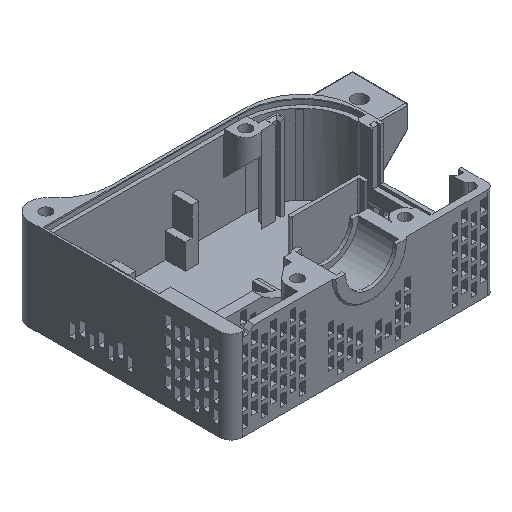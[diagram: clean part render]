
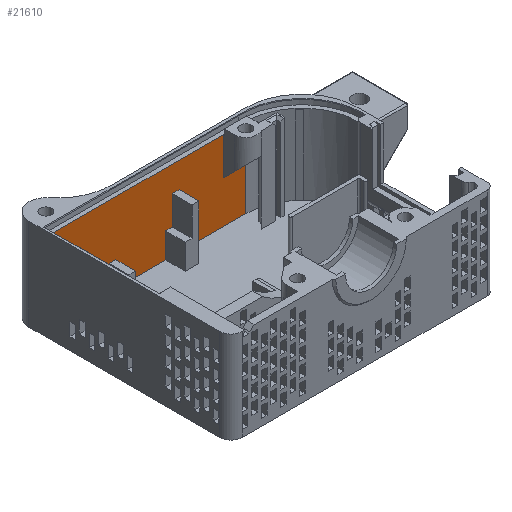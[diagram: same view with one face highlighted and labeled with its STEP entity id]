
A CAD part, isometric view. The second image highlights one B-rep face of the part: STEP entity #21610.
In plain terms, the highlighted planar face has unit normal (0, -1, 0).
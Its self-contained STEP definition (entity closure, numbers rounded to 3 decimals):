
#487=PLANE('',#22781);
#1384=FACE_OUTER_BOUND('',#2625,.T.);
#2625=EDGE_LOOP('',(#16114,#16115,#16116,#16117,#16118,#16119,#16120,#16121,
#16122,#16123,#16124,#16125,#16126,#16127,#16128,#16129,#16130,#16131));
#4520=LINE('',#31221,#7273);
#4599=LINE('',#31380,#7352);
#4676=LINE('',#31534,#7429);
#4677=LINE('',#31536,#7430);
#4678=LINE('',#31538,#7431);
#4679=LINE('',#31540,#7432);
#4680=LINE('',#31542,#7433);
#4681=LINE('',#31544,#7434);
#4682=LINE('',#31546,#7435);
#4683=LINE('',#31548,#7436);
#4684=LINE('',#31550,#7437);
#4685=LINE('',#31552,#7438);
#4686=LINE('',#31554,#7439);
#4687=LINE('',#31556,#7440);
#4688=LINE('',#31558,#7441);
#4689=LINE('',#31560,#7442);
#4690=LINE('',#31561,#7443);
#4691=LINE('',#31562,#7444);
#7273=VECTOR('',#24673,1000.);
#7352=VECTOR('',#24760,1000.);
#7429=VECTOR('',#24843,1000.);
#7430=VECTOR('',#24844,1000.);
#7431=VECTOR('',#24845,1000.);
#7432=VECTOR('',#24846,1000.);
#7433=VECTOR('',#24847,1000.);
#7434=VECTOR('',#24848,1000.);
#7435=VECTOR('',#24849,1000.);
#7436=VECTOR('',#24850,1000.);
#7437=VECTOR('',#24851,1000.);
#7438=VECTOR('',#24852,1000.);
#7439=VECTOR('',#24853,1000.);
#7440=VECTOR('',#24854,1000.);
#7441=VECTOR('',#24855,1000.);
#7442=VECTOR('',#24856,1000.);
#7443=VECTOR('',#24857,1000.);
#7444=VECTOR('',#24858,1000.);
#10548=VERTEX_POINT('',#31203);
#10554=VERTEX_POINT('',#31219);
#10555=VERTEX_POINT('',#31220);
#10622=VERTEX_POINT('',#31360);
#10631=VERTEX_POINT('',#31378);
#10706=VERTEX_POINT('',#31535);
#10707=VERTEX_POINT('',#31537);
#10708=VERTEX_POINT('',#31539);
#10709=VERTEX_POINT('',#31541);
#10710=VERTEX_POINT('',#31543);
#10711=VERTEX_POINT('',#31545);
#10712=VERTEX_POINT('',#31547);
#10713=VERTEX_POINT('',#31549);
#10714=VERTEX_POINT('',#31551);
#10715=VERTEX_POINT('',#31553);
#10716=VERTEX_POINT('',#31555);
#10717=VERTEX_POINT('',#31557);
#10718=VERTEX_POINT('',#31559);
#12705=EDGE_CURVE('',#10554,#10555,#4520,.T.);
#12785=EDGE_CURVE('',#10631,#10622,#4599,.T.);
#12862=EDGE_CURVE('',#10622,#10554,#4676,.T.);
#12863=EDGE_CURVE('',#10631,#10706,#4677,.T.);
#12864=EDGE_CURVE('',#10706,#10707,#4678,.T.);
#12865=EDGE_CURVE('',#10708,#10707,#4679,.T.);
#12866=EDGE_CURVE('',#10709,#10708,#4680,.T.);
#12867=EDGE_CURVE('',#10710,#10709,#4681,.T.);
#12868=EDGE_CURVE('',#10711,#10710,#4682,.T.);
#12869=EDGE_CURVE('',#10712,#10711,#4683,.T.);
#12870=EDGE_CURVE('',#10713,#10712,#4684,.T.);
#12871=EDGE_CURVE('',#10714,#10713,#4685,.T.);
#12872=EDGE_CURVE('',#10715,#10714,#4686,.T.);
#12873=EDGE_CURVE('',#10715,#10716,#4687,.T.);
#12874=EDGE_CURVE('',#10716,#10717,#4688,.T.);
#12875=EDGE_CURVE('',#10718,#10717,#4689,.T.);
#12876=EDGE_CURVE('',#10548,#10718,#4690,.T.);
#12877=EDGE_CURVE('',#10548,#10555,#4691,.T.);
#16114=ORIENTED_EDGE('',*,*,#12862,.F.);
#16115=ORIENTED_EDGE('',*,*,#12785,.F.);
#16116=ORIENTED_EDGE('',*,*,#12863,.T.);
#16117=ORIENTED_EDGE('',*,*,#12864,.T.);
#16118=ORIENTED_EDGE('',*,*,#12865,.F.);
#16119=ORIENTED_EDGE('',*,*,#12866,.F.);
#16120=ORIENTED_EDGE('',*,*,#12867,.F.);
#16121=ORIENTED_EDGE('',*,*,#12868,.F.);
#16122=ORIENTED_EDGE('',*,*,#12869,.F.);
#16123=ORIENTED_EDGE('',*,*,#12870,.F.);
#16124=ORIENTED_EDGE('',*,*,#12871,.F.);
#16125=ORIENTED_EDGE('',*,*,#12872,.F.);
#16126=ORIENTED_EDGE('',*,*,#12873,.T.);
#16127=ORIENTED_EDGE('',*,*,#12874,.T.);
#16128=ORIENTED_EDGE('',*,*,#12875,.F.);
#16129=ORIENTED_EDGE('',*,*,#12876,.F.);
#16130=ORIENTED_EDGE('',*,*,#12877,.T.);
#16131=ORIENTED_EDGE('',*,*,#12705,.F.);
#21610=ADVANCED_FACE('',(#1384),#487,.F.);
#22781=AXIS2_PLACEMENT_3D('',#31533,#24841,#24842);
#24673=DIRECTION('',(0.,0.,-1.));
#24760=DIRECTION('',(0.,0.,1.));
#24841=DIRECTION('center_axis',(0.,1.,0.));
#24842=DIRECTION('ref_axis',(0.,0.,-1.));
#24843=DIRECTION('',(1.,0.,0.));
#24844=DIRECTION('',(1.,0.,0.));
#24845=DIRECTION('',(0.,0.,-1.));
#24846=DIRECTION('',(-1.,0.,0.));
#24847=DIRECTION('',(0.,0.,-1.));
#24848=DIRECTION('',(-1.,0.,0.));
#24849=DIRECTION('',(0.,0.,1.));
#24850=DIRECTION('',(-1.,0.,0.));
#24851=DIRECTION('',(0.,0.,-1.));
#24852=DIRECTION('',(-1.,0.,0.));
#24853=DIRECTION('',(0.,0.,-1.));
#24854=DIRECTION('',(1.,0.,0.));
#24855=DIRECTION('',(0.,0.,-1.));
#24856=DIRECTION('',(-1.,0.,0.));
#24857=DIRECTION('',(0.,0.,-1.));
#24858=DIRECTION('',(-1.,0.,0.));
#31203=CARTESIAN_POINT('',(22.,66.,-15.3));
#31219=CARTESIAN_POINT('',(14.,66.,-1.9));
#31220=CARTESIAN_POINT('',(14.,66.,-15.3));
#31221=CARTESIAN_POINT('',(14.,66.,0.));
#31360=CARTESIAN_POINT('',(-46.85,66.,-1.9));
#31378=CARTESIAN_POINT('',(-46.85,66.,-21.35));
#31380=CARTESIAN_POINT('',(-46.85,66.,0.));
#31533=CARTESIAN_POINT('Origin',(0.,66.,0.));
#31534=CARTESIAN_POINT('',(0.,66.,-1.9));
#31535=CARTESIAN_POINT('',(-44.45,66.,-21.35));
#31536=CARTESIAN_POINT('',(0.,66.,-21.35));
#31537=CARTESIAN_POINT('',(-44.45,66.,-30.3));
#31538=CARTESIAN_POINT('',(-44.45,66.,0.));
#31539=CARTESIAN_POINT('',(-26.7,66.,-30.3));
#31540=CARTESIAN_POINT('',(0.,66.,-30.3));
#31541=CARTESIAN_POINT('',(-26.7,66.,-21.35));
#31542=CARTESIAN_POINT('',(-26.7,66.,0.));
#31543=CARTESIAN_POINT('',(-24.3,66.,-21.35));
#31544=CARTESIAN_POINT('',(0.,66.,-21.35));
#31545=CARTESIAN_POINT('',(-24.3,66.,-30.3));
#31546=CARTESIAN_POINT('',(-24.3,66.,0.));
#31547=CARTESIAN_POINT('',(-6.55,66.,-30.3));
#31548=CARTESIAN_POINT('',(0.,66.,-30.3));
#31549=CARTESIAN_POINT('',(-6.55,66.,-21.35));
#31550=CARTESIAN_POINT('',(-6.55,66.,0.));
#31551=CARTESIAN_POINT('',(-4.15,66.,-21.35));
#31552=CARTESIAN_POINT('',(0.,66.,-21.35));
#31553=CARTESIAN_POINT('',(-4.15,66.,-11.));
#31554=CARTESIAN_POINT('',(-4.15,66.,0.));
#31555=CARTESIAN_POINT('',(-1.75,66.,-11.));
#31556=CARTESIAN_POINT('',(0.,66.,-11.));
#31557=CARTESIAN_POINT('',(-1.75,66.,-30.3));
#31558=CARTESIAN_POINT('',(-1.75,66.,0.));
#31559=CARTESIAN_POINT('',(22.,66.,-30.3));
#31560=CARTESIAN_POINT('',(0.,66.,-30.3));
#31561=CARTESIAN_POINT('',(22.,66.,-15.3));
#31562=CARTESIAN_POINT('',(0.,66.,-15.3));
